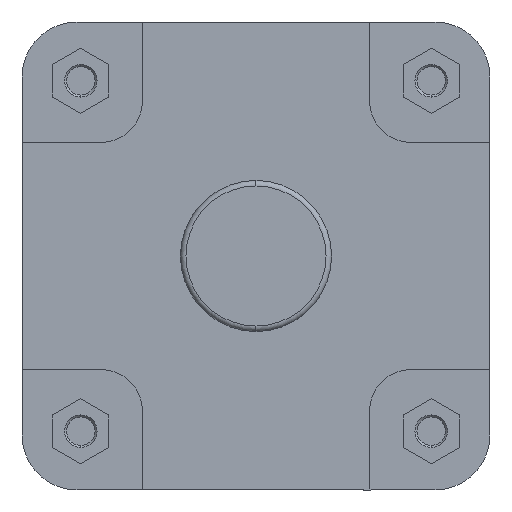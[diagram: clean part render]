
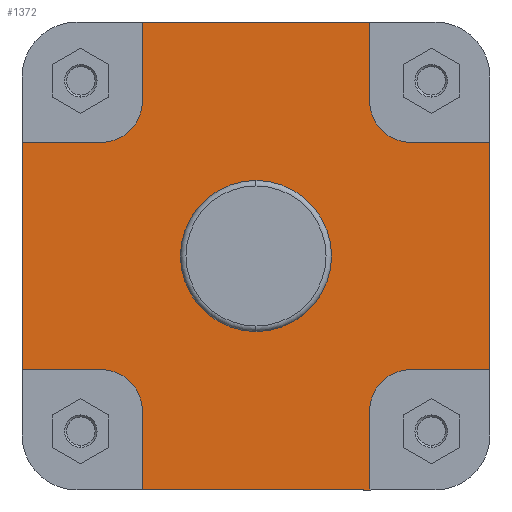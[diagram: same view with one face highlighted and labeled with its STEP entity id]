
A CAD part, left-side view. The second image highlights one B-rep face of the part: STEP entity #1372.
In plain terms, the highlighted planar face has unit normal (-1, 0, 0).
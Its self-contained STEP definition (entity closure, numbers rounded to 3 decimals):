
#24 = VERTEX_POINT ( 'NONE', #244 ) ;
#34 = CARTESIAN_POINT ( 'NONE',  ( 16., -82.5, 170. ) ) ;
#69 = VERTEX_POINT ( 'NONE', #385 ) ;
#79 = VERTEX_POINT ( 'NONE', #466 ) ;
#92 = VERTEX_POINT ( 'NONE', #111 ) ;
#111 = CARTESIAN_POINT ( 'NONE',  ( 16., 170., 82.5 ) ) ;
#121 = VERTEX_POINT ( 'NONE', #34 ) ;
#132 = VERTEX_POINT ( 'NONE', #265 ) ;
#147 = VERTEX_POINT ( 'NONE', #350 ) ;
#160 = VERTEX_POINT ( 'NONE', #370 ) ;
#181 = VERTEX_POINT ( 'NONE', #369 ) ;
#183 = VERTEX_POINT ( 'NONE', #355 ) ;
#244 = CARTESIAN_POINT ( 'NONE',  ( 16., 82.5, 112.5 ) ) ;
#265 = CARTESIAN_POINT ( 'NONE',  ( 16., 82.5, -112.5 ) ) ;
#286 = VERTEX_POINT ( 'NONE', #3676 ) ;
#319 = VERTEX_POINT ( 'NONE', #3698 ) ;
#342 = VERTEX_POINT ( 'NONE', #3710 ) ;
#350 = CARTESIAN_POINT ( 'NONE',  ( 16., 82.5, 170. ) ) ;
#355 = CARTESIAN_POINT ( 'NONE',  ( 16., -82.5, -170. ) ) ;
#357 = VERTEX_POINT ( 'NONE', #3716 ) ;
#369 = CARTESIAN_POINT ( 'NONE',  ( 16., 82.5, -170. ) ) ;
#370 = CARTESIAN_POINT ( 'NONE',  ( 16., 112.5, -82.5 ) ) ;
#385 = CARTESIAN_POINT ( 'NONE',  ( 16., -82.5, 112.5 ) ) ;
#438 = VERTEX_POINT ( 'NONE', #3767 ) ;
#453 = VERTEX_POINT ( 'NONE', #3782 ) ;
#466 = CARTESIAN_POINT ( 'NONE',  ( 16., -112.5, -82.5 ) ) ;
#484 = VERTEX_POINT ( 'NONE', #3801 ) ;
#490 = VERTEX_POINT ( 'NONE', #3805 ) ;
#578 = EDGE_CURVE ( 'NONE', #121, #69, #1707, .T. ) ;
#581 = EDGE_CURVE ( 'NONE', #286, #342, #1716, .T. ) ;
#582 = EDGE_CURVE ( 'NONE', #490, #342, #1718, .T. ) ;
#619 = EDGE_CURVE ( 'NONE', #24, #147, #1782, .T. ) ;
#623 = EDGE_CURVE ( 'NONE', #92, #357, #1784, .T. ) ;
#862 = AXIS2_PLACEMENT_3D ( 'NONE', #4686, #4695, #4696 ) ;
#981 = AXIS2_PLACEMENT_3D ( 'NONE', #5277, #5287, #5288 ) ;
#990 = AXIS2_PLACEMENT_3D ( 'NONE', #5367, #5368, #5369 ) ;
#1014 = AXIS2_PLACEMENT_3D ( 'NONE', #5510, #5519, #5520 ) ;
#1027 = AXIS2_PLACEMENT_3D ( 'NONE', #5647, #5649, #5650 ) ;
#1052 = AXIS2_PLACEMENT_3D ( 'NONE', #5716, #5717, #5718 ) ;
#1064 = AXIS2_PLACEMENT_3D ( 'NONE', #5789, #5800, #5801 ) ;
#1372 = ADVANCED_FACE ( 'NONE', ( #2152, #2150 ), #4694, .F. ) ;
#1493 = ORIENTED_EDGE ( 'NONE', *, *, #2534, .F. ) ;
#1494 = ORIENTED_EDGE ( 'NONE', *, *, #7051, .F. ) ;
#1495 = ORIENTED_EDGE ( 'NONE', *, *, #2527, .F. ) ;
#1496 = ORIENTED_EDGE ( 'NONE', *, *, #2562, .F. ) ;
#1497 = ORIENTED_EDGE ( 'NONE', *, *, #623, .F. ) ;
#1498 = ORIENTED_EDGE ( 'NONE', *, *, #3243, .F. ) ;
#1499 = ORIENTED_EDGE ( 'NONE', *, *, #619, .F. ) ;
#1500 = ORIENTED_EDGE ( 'NONE', *, *, #2505, .F. ) ;
#1501 = ORIENTED_EDGE ( 'NONE', *, *, #578, .F. ) ;
#1502 = ORIENTED_EDGE ( 'NONE', *, *, #3181, .F. ) ;
#1503 = ORIENTED_EDGE ( 'NONE', *, *, #581, .F. ) ;
#1504 = ORIENTED_EDGE ( 'NONE', *, *, #582, .T. ) ;
#1505 = ORIENTED_EDGE ( 'NONE', *, *, #2531, .F. ) ;
#1506 = ORIENTED_EDGE ( 'NONE', *, *, #3297, .F. ) ;
#1507 = ORIENTED_EDGE ( 'NONE', *, *, #2548, .F. ) ;
#1508 = ORIENTED_EDGE ( 'NONE', *, *, #3257, .T. ) ;
#1509 = ORIENTED_EDGE ( 'NONE', *, *, #7086, .F. ) ;
#1510 = ORIENTED_EDGE ( 'NONE', *, *, #2579, .F. ) ;
#1707 = LINE ( 'NONE', #3877, #1715 ) ;
#1715 = VECTOR ( 'NONE', #3880, 1000. ) ;
#1716 = LINE ( 'NONE', #3883, #1721 ) ;
#1718 = LINE ( 'NONE', #3885, #1723 ) ;
#1721 = VECTOR ( 'NONE', #3886, 1000. ) ;
#1723 = VECTOR ( 'NONE', #3888, 1000. ) ;
#1780 = VECTOR ( 'NONE', #3974, 1000. ) ;
#1782 = LINE ( 'NONE', #3973, #1780 ) ;
#1784 = LINE ( 'NONE', #3981, #1791 ) ;
#1791 = VECTOR ( 'NONE', #3984, 1000. ) ;
#2150 = FACE_OUTER_BOUND ( 'NONE', #2725, .T. ) ;
#2152 = FACE_BOUND ( 'NONE', #2821, .T. ) ;
#2414 = LINE ( 'NONE', #5111, #2421 ) ;
#2421 = VECTOR ( 'NONE', #5114, 1000. ) ;
#2505 = EDGE_CURVE ( 'NONE', #147, #121, #2414, .T. ) ;
#2527 = EDGE_CURVE ( 'NONE', #160, #319, #6152, .T. ) ;
#2531 = EDGE_CURVE ( 'NONE', #490, #79, #6159, .T. ) ;
#2534 = EDGE_CURVE ( 'NONE', #181, #132, #6164, .T. ) ;
#2548 = EDGE_CURVE ( 'NONE', #438, #183, #6187, .T. ) ;
#2562 = EDGE_CURVE ( 'NONE', #319, #92, #6202, .T. ) ;
#2579 = EDGE_CURVE ( 'NONE', #453, #484, #6242, .T. ) ;
#2725 = EDGE_LOOP ( 'NONE', ( #1508, #1507, #1506, #1505, #1504, #1503, #1502, #1501, #1500, #1499, #1498, #1497, #1496, #1495, #1494, #1493 ) ) ;
#2821 = EDGE_LOOP ( 'NONE', ( #1510, #1509 ) ) ;
#3181 = EDGE_CURVE ( 'NONE', #69, #286, #6305, .T. ) ;
#3243 = EDGE_CURVE ( 'NONE', #357, #24, #6403, .T. ) ;
#3257 = EDGE_CURVE ( 'NONE', #181, #183, #6420, .T. ) ;
#3297 = EDGE_CURVE ( 'NONE', #79, #438, #6487, .T. ) ;
#3676 = CARTESIAN_POINT ( 'NONE',  ( 16., -112.5, 82.5 ) ) ;
#3698 = CARTESIAN_POINT ( 'NONE',  ( 16., 170., -82.5 ) ) ;
#3710 = CARTESIAN_POINT ( 'NONE',  ( 16., -170., 82.5 ) ) ;
#3716 = CARTESIAN_POINT ( 'NONE',  ( 16., 112.5, 82.5 ) ) ;
#3767 = CARTESIAN_POINT ( 'NONE',  ( 16., -82.5, -112.5 ) ) ;
#3782 = CARTESIAN_POINT ( 'NONE',  ( 16., 0., 54.9 ) ) ;
#3801 = CARTESIAN_POINT ( 'NONE',  ( 16., 0., -54.9 ) ) ;
#3805 = CARTESIAN_POINT ( 'NONE',  ( 16., -170., -82.5 ) ) ;
#3877 = CARTESIAN_POINT ( 'NONE',  ( 16., -82.5, 112.5 ) ) ;
#3880 = DIRECTION ( 'NONE',  ( 0., 0., -1. ) ) ;
#3883 = CARTESIAN_POINT ( 'NONE',  ( 16., -170., 82.5 ) ) ;
#3885 = CARTESIAN_POINT ( 'NONE',  ( 16., -170., 0. ) ) ;
#3886 = DIRECTION ( 'NONE',  ( 0., -1., 0. ) ) ;
#3888 = DIRECTION ( 'NONE',  ( 0., 0., 1. ) ) ;
#3973 = CARTESIAN_POINT ( 'NONE',  ( 16., 82.5, 170. ) ) ;
#3974 = DIRECTION ( 'NONE',  ( 0., 0., 1. ) ) ;
#3981 = CARTESIAN_POINT ( 'NONE',  ( 16., 112.5, 82.5 ) ) ;
#3984 = DIRECTION ( 'NONE',  ( 0., -1., 0. ) ) ;
#4686 = CARTESIAN_POINT ( 'NONE',  ( 16., 54.9, 0. ) ) ;
#4694 = PLANE ( 'NONE',  #862 ) ;
#4695 = DIRECTION ( 'NONE',  ( 1., 0., 0. ) ) ;
#4696 = DIRECTION ( 'NONE',  ( 0., 0., -1. ) ) ;
#5111 = CARTESIAN_POINT ( 'NONE',  ( 16., -374.141, 170. ) ) ;
#5114 = DIRECTION ( 'NONE',  ( 0., -1., 0. ) ) ;
#5164 = CARTESIAN_POINT ( 'NONE',  ( 16., 170., -82.5 ) ) ;
#5165 = DIRECTION ( 'NONE',  ( 0., 1., 0. ) ) ;
#5173 = CARTESIAN_POINT ( 'NONE',  ( 16., -112.5, -82.5 ) ) ;
#5174 = DIRECTION ( 'NONE',  ( 0., 1., 0. ) ) ;
#5178 = CARTESIAN_POINT ( 'NONE',  ( 16., 82.5, -112.5 ) ) ;
#5179 = DIRECTION ( 'NONE',  ( 0., 0., 1. ) ) ;
#5209 = CARTESIAN_POINT ( 'NONE',  ( 16., -82.5, -170. ) ) ;
#5215 = DIRECTION ( 'NONE',  ( 0., 0., -1. ) ) ;
#5246 = CARTESIAN_POINT ( 'NONE',  ( 16., 170., 0. ) ) ;
#5248 = DIRECTION ( 'NONE',  ( 0., 0., 1. ) ) ;
#5277 = CARTESIAN_POINT ( 'NONE',  ( 16., 0., 0. ) ) ;
#5287 = DIRECTION ( 'NONE',  ( -1., 0., 0. ) ) ;
#5288 = DIRECTION ( 'NONE',  ( 0., 0., 1. ) ) ;
#5367 = CARTESIAN_POINT ( 'NONE',  ( 16., -112.5, 112.5 ) ) ;
#5368 = DIRECTION ( 'NONE',  ( -1., 0., 0. ) ) ;
#5369 = DIRECTION ( 'NONE',  ( 0., 0., 1. ) ) ;
#5510 = CARTESIAN_POINT ( 'NONE',  ( 16., 112.5, 112.5 ) ) ;
#5519 = DIRECTION ( 'NONE',  ( -1., 0., 0. ) ) ;
#5520 = DIRECTION ( 'NONE',  ( 0., 1., 0. ) ) ;
#5545 = CARTESIAN_POINT ( 'NONE',  ( 16., -374.141, -170. ) ) ;
#5554 = DIRECTION ( 'NONE',  ( 0., -1., 0. ) ) ;
#5647 = CARTESIAN_POINT ( 'NONE',  ( 16., -112.5, -112.5 ) ) ;
#5649 = DIRECTION ( 'NONE',  ( -1., 0., 0. ) ) ;
#5650 = DIRECTION ( 'NONE',  ( 0., -1., 0. ) ) ;
#5716 = CARTESIAN_POINT ( 'NONE',  ( 16., 112.5, -112.5 ) ) ;
#5717 = DIRECTION ( 'NONE',  ( -1., 0., 0. ) ) ;
#5718 = DIRECTION ( 'NONE',  ( 0., 0., -1. ) ) ;
#5789 = CARTESIAN_POINT ( 'NONE',  ( 16., 0., 0. ) ) ;
#5800 = DIRECTION ( 'NONE',  ( -1., 0., 0. ) ) ;
#5801 = DIRECTION ( 'NONE',  ( 0., 0., 1. ) ) ;
#6152 = LINE ( 'NONE', #5164, #6153 ) ;
#6153 = VECTOR ( 'NONE', #5165, 1000. ) ;
#6159 = LINE ( 'NONE', #5173, #6160 ) ;
#6160 = VECTOR ( 'NONE', #5174, 1000. ) ;
#6164 = LINE ( 'NONE', #5178, #6165 ) ;
#6165 = VECTOR ( 'NONE', #5179, 1000. ) ;
#6180 = VECTOR ( 'NONE', #5215, 1000. ) ;
#6187 = LINE ( 'NONE', #5209, #6180 ) ;
#6202 = LINE ( 'NONE', #5246, #6209 ) ;
#6209 = VECTOR ( 'NONE', #5248, 1000. ) ;
#6242 = CIRCLE ( 'NONE', #981, 54.9 ) ;
#6305 = CIRCLE ( 'NONE', #990, 30. ) ;
#6403 = CIRCLE ( 'NONE', #1014, 30. ) ;
#6420 = LINE ( 'NONE', #5545, #6422 ) ;
#6422 = VECTOR ( 'NONE', #5554, 1000. ) ;
#6487 = CIRCLE ( 'NONE', #1027, 30. ) ;
#6527 = CIRCLE ( 'NONE', #1052, 30. ) ;
#6586 = CIRCLE ( 'NONE', #1064, 54.9 ) ;
#7051 = EDGE_CURVE ( 'NONE', #132, #160, #6527, .T. ) ;
#7086 = EDGE_CURVE ( 'NONE', #484, #453, #6586, .T. ) ;
